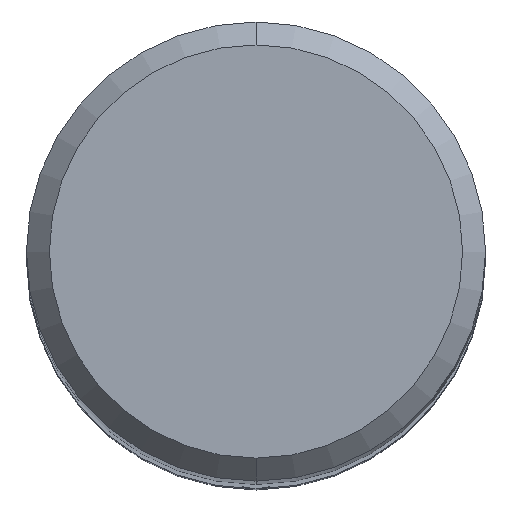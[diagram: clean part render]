
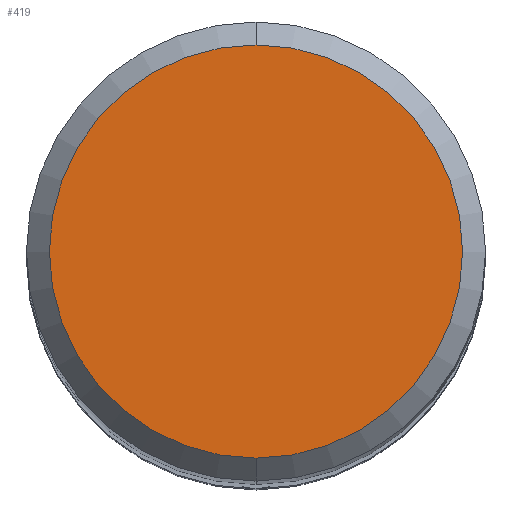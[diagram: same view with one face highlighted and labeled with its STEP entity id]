
A CAD part, top view. The second image highlights one B-rep face of the part: STEP entity #419.
In plain terms, the highlighted planar face has unit normal (0, 0, 1).
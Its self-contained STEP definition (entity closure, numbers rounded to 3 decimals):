
#203=EDGE_CURVE('',#415,#357,#534,.T.);
#325=EDGE_CURVE('',#357,#415,#668,.T.);
#357=VERTEX_POINT('',#703);
#415=VERTEX_POINT('',#765);
#419=ADVANCED_FACE('',(#769),#770,.T.);
#534=CIRCLE('',#916,5.4);
#668=CIRCLE('',#1226,5.4);
#703=CARTESIAN_POINT('',(0.0,5.4,0.));
#765=CARTESIAN_POINT('',(0.,-5.4,0.));
#769=FACE_OUTER_BOUND('',#1407,.T.);
#770=PLANE('',#1408);
#916=AXIS2_PLACEMENT_3D('',#1614,#1615,#1616);
#1226=AXIS2_PLACEMENT_3D('',#1772,#1773,#1774);
#1407=EDGE_LOOP('',(#1859,#1860));
#1408=AXIS2_PLACEMENT_3D('',#1861,#1862,#1863);
#1614=CARTESIAN_POINT('',(0.0,0.0,0.));
#1615=DIRECTION('',(0.0,0.0,-1.0));
#1616=DIRECTION('',(0.0,1.0,0.0));
#1772=CARTESIAN_POINT('',(0.0,0.0,0.));
#1773=DIRECTION('',(0.0,0.0,-1.0));
#1774=DIRECTION('',(0.0,1.0,0.0));
#1859=ORIENTED_EDGE('',*,*,#325,.F.);
#1860=ORIENTED_EDGE('',*,*,#203,.F.);
#1861=CARTESIAN_POINT('',(0.0,2.7,0.));
#1862=DIRECTION('',(-0.0,0.0,1.0));
#1863=DIRECTION('',(0.0,-1.0,0.0));
